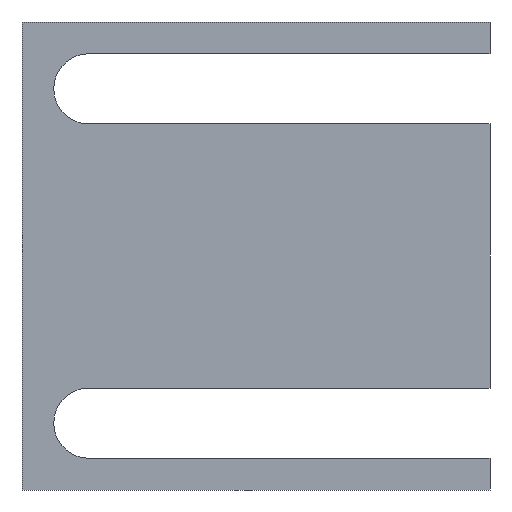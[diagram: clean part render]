
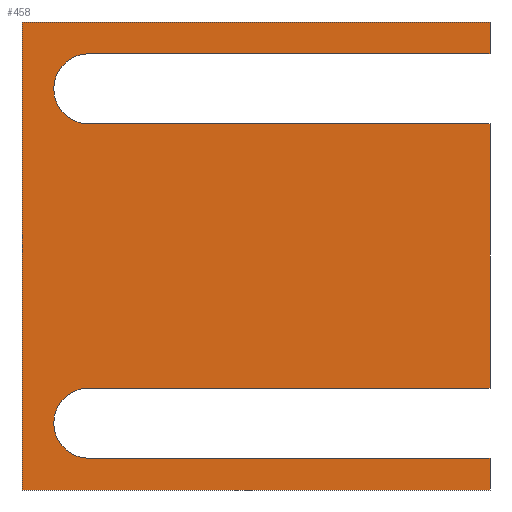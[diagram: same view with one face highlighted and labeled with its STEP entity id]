
A CAD part, left-side view. The second image highlights one B-rep face of the part: STEP entity #458.
In plain terms, the highlighted planar face has unit normal (-1, 0, 0).
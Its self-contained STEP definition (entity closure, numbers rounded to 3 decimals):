
#1 = CARTESIAN_POINT ( 'NONE',  ( 0., 0., -30.25 ) ) ;
#2 = CARTESIAN_POINT ( 'NONE',  ( 0., 0., 19.75 ) ) ;
#3 = CARTESIAN_POINT ( 'NONE',  ( 0., 60., 19.75 ) ) ;
#6 = CARTESIAN_POINT ( 'NONE',  ( 0., 0., 30.25 ) ) ;
#7 = CARTESIAN_POINT ( 'NONE',  ( 0., 60., 30.25 ) ) ;
#9 = CARTESIAN_POINT ( 'NONE',  ( 0., 70., 35. ) ) ;
#10 = CARTESIAN_POINT ( 'NONE',  ( 0., 60., -19.75 ) ) ;
#11 = CARTESIAN_POINT ( 'NONE',  ( 0., 60., -30.25 ) ) ;
#12 = CARTESIAN_POINT ( 'NONE',  ( 0., 0., 35. ) ) ;
#13 = CARTESIAN_POINT ( 'NONE',  ( 0., 70., -35. ) ) ;
#14 = CARTESIAN_POINT ( 'NONE',  ( 0., 0., -35. ) ) ;
#15 = CARTESIAN_POINT ( 'NONE',  ( 0., 0., -19.75 ) ) ;
#30 = VERTEX_POINT ( 'NONE', #15 ) ;
#31 = VERTEX_POINT ( 'NONE', #14 ) ;
#32 = VERTEX_POINT ( 'NONE', #13 ) ;
#33 = VERTEX_POINT ( 'NONE', #12 ) ;
#34 = VERTEX_POINT ( 'NONE', #11 ) ;
#35 = VERTEX_POINT ( 'NONE', #10 ) ;
#36 = VERTEX_POINT ( 'NONE', #9 ) ;
#38 = VERTEX_POINT ( 'NONE', #7 ) ;
#39 = VERTEX_POINT ( 'NONE', #6 ) ;
#42 = VERTEX_POINT ( 'NONE', #3 ) ;
#43 = VERTEX_POINT ( 'NONE', #2 ) ;
#47 = VERTEX_POINT ( 'NONE', #1 ) ;
#49 = CARTESIAN_POINT ( 'NONE',  ( 0., 0., 35. ) ) ;
#50 = DIRECTION ( 'NONE',  ( 0., -1., 0. ) ) ;
#51 = CARTESIAN_POINT ( 'NONE',  ( 0., 60., -19.75 ) ) ;
#52 = CARTESIAN_POINT ( 'NONE',  ( 0., 0., -35. ) ) ;
#53 = DIRECTION ( 'NONE',  ( 0., 1., 0. ) ) ;
#54 = CARTESIAN_POINT ( 'NONE',  ( 0., 0., -30.25 ) ) ;
#55 = DIRECTION ( 'NONE',  ( 0., 0., -1. ) ) ;
#56 = CARTESIAN_POINT ( 'NONE',  ( 0., 0., 19.75 ) ) ;
#57 = DIRECTION ( 'NONE',  ( 0., -1., 0. ) ) ;
#58 = CARTESIAN_POINT ( 'NONE',  ( 0., 60., -25. ) ) ;
#59 = DIRECTION ( 'NONE',  ( 1., 0., 0. ) ) ;
#60 = DIRECTION ( 'NONE',  ( 0., 0., 1. ) ) ;
#61 = CARTESIAN_POINT ( 'NONE',  ( 0., 0., -19.75 ) ) ;
#62 = DIRECTION ( 'NONE',  ( 0., -1., 0. ) ) ;
#63 = CARTESIAN_POINT ( 'NONE',  ( 0., 70., -35. ) ) ;
#64 = DIRECTION ( 'NONE',  ( 0., 0., -1. ) ) ;
#65 = CARTESIAN_POINT ( 'NONE',  ( 0., 70., 35. ) ) ;
#66 = DIRECTION ( 'NONE',  ( 0., 1., 0. ) ) ;
#67 = CARTESIAN_POINT ( 'NONE',  ( 0., 0., 30.25 ) ) ;
#68 = DIRECTION ( 'NONE',  ( 0., 0., 1. ) ) ;
#69 = CARTESIAN_POINT ( 'NONE',  ( 0., 60., 25. ) ) ;
#70 = DIRECTION ( 'NONE',  ( 1., 0., 0. ) ) ;
#71 = DIRECTION ( 'NONE',  ( 0., 0., 1. ) ) ;
#72 = CARTESIAN_POINT ( 'NONE',  ( 0., 60., 30.25 ) ) ;
#73 = DIRECTION ( 'NONE',  ( 0., 1., 0. ) ) ;
#75 = DIRECTION ( 'NONE',  ( 0., 0., -1. ) ) ;
#91 = PLANE ( 'NONE',  #249 ) ;
#136 = CARTESIAN_POINT ( 'NONE',  ( 0., 0., 0. ) ) ;
#141 = DIRECTION ( 'NONE',  ( 1., 0., 0. ) ) ;
#142 = DIRECTION ( 'NONE',  ( 0., 0., -1. ) ) ;
#204 = AXIS2_PLACEMENT_3D ( 'NONE', #58, #59, #60 ) ;
#205 = AXIS2_PLACEMENT_3D ( 'NONE', #69, #70, #71 ) ;
#207 = EDGE_CURVE ( 'NONE', #36, #33, #357, .T. ) ;
#208 = EDGE_CURVE ( 'NONE', #30, #35, #360, .T. ) ;
#209 = EDGE_CURVE ( 'NONE', #47, #31, #332, .T. ) ;
#210 = EDGE_CURVE ( 'NONE', #34, #47, #299, .T. ) ;
#211 = EDGE_CURVE ( 'NONE', #34, #35, #368, .T. ) ;
#212 = EDGE_CURVE ( 'NONE', #42, #43, #367, .T. ) ;
#213 = EDGE_CURVE ( 'NONE', #43, #30, #366, .T. ) ;
#214 = EDGE_CURVE ( 'NONE', #31, #32, #365, .T. ) ;
#215 = EDGE_CURVE ( 'NONE', #32, #36, #362, .T. ) ;
#216 = EDGE_CURVE ( 'NONE', #42, #38, #377, .T. ) ;
#217 = EDGE_CURVE ( 'NONE', #39, #38, #373, .T. ) ;
#218 = EDGE_CURVE ( 'NONE', #33, #39, #376, .T. ) ;
#249 = AXIS2_PLACEMENT_3D ( 'NONE', #136, #141, #142 ) ;
#277 = EDGE_LOOP ( 'NONE', ( #295, #296, #289, #294, #293, #292, #291, #290, #288, #287, #286, #285 ) ) ;
#285 = ORIENTED_EDGE ( 'NONE', *, *, #218, .F. ) ;
#286 = ORIENTED_EDGE ( 'NONE', *, *, #217, .F. ) ;
#287 = ORIENTED_EDGE ( 'NONE', *, *, #216, .T. ) ;
#288 = ORIENTED_EDGE ( 'NONE', *, *, #212, .F. ) ;
#289 = ORIENTED_EDGE ( 'NONE', *, *, #214, .F. ) ;
#290 = ORIENTED_EDGE ( 'NONE', *, *, #213, .F. ) ;
#291 = ORIENTED_EDGE ( 'NONE', *, *, #208, .F. ) ;
#292 = ORIENTED_EDGE ( 'NONE', *, *, #211, .T. ) ;
#293 = ORIENTED_EDGE ( 'NONE', *, *, #210, .F. ) ;
#294 = ORIENTED_EDGE ( 'NONE', *, *, #209, .F. ) ;
#295 = ORIENTED_EDGE ( 'NONE', *, *, #207, .F. ) ;
#296 = ORIENTED_EDGE ( 'NONE', *, *, #215, .F. ) ;
#299 = LINE ( 'NONE', #54, #363 ) ;
#332 = LINE ( 'NONE', #52, #361 ) ;
#357 = LINE ( 'NONE', #49, #358 ) ;
#358 = VECTOR ( 'NONE', #50, 1000. ) ;
#359 = VECTOR ( 'NONE', #53, 1000. ) ;
#360 = LINE ( 'NONE', #51, #359 ) ;
#361 = VECTOR ( 'NONE', #55, 1000. ) ;
#362 = LINE ( 'NONE', #65, #372 ) ;
#363 = VECTOR ( 'NONE', #57, 1000. ) ;
#364 = VECTOR ( 'NONE', #62, 1000. ) ;
#365 = LINE ( 'NONE', #63, #370 ) ;
#366 = LINE ( 'NONE', #61, #369 ) ;
#367 = LINE ( 'NONE', #56, #364 ) ;
#368 = CIRCLE ( 'NONE', #204, 5.25 ) ;
#369 = VECTOR ( 'NONE', #64, 1000. ) ;
#370 = VECTOR ( 'NONE', #66, 1000. ) ;
#371 = VECTOR ( 'NONE', #73, 1000. ) ;
#372 = VECTOR ( 'NONE', #68, 1000. ) ;
#373 = LINE ( 'NONE', #72, #371 ) ;
#376 = LINE ( 'NONE', #67, #378 ) ;
#377 = CIRCLE ( 'NONE', #205, 5.25 ) ;
#378 = VECTOR ( 'NONE', #75, 1000. ) ;
#431 = FACE_OUTER_BOUND ( 'NONE', #277, .T. ) ;
#458 = ADVANCED_FACE ( 'NONE', ( #431 ), #91, .F. ) ;
